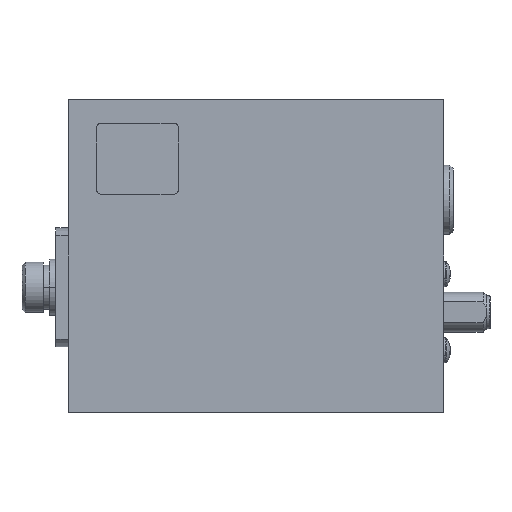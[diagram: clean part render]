
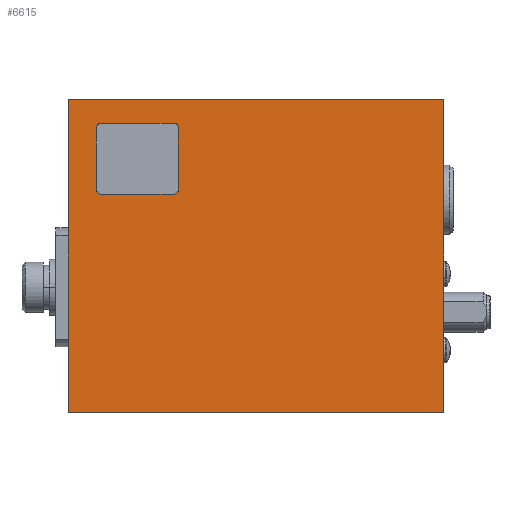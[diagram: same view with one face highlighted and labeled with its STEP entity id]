
A CAD part, front view. The second image highlights one B-rep face of the part: STEP entity #6615.
In plain terms, the highlighted planar face has unit normal (0, -1, 0).
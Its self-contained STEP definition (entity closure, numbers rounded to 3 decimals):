
#814 = DIRECTION ( 'NONE',  ( 0., -1., 0. ) ) ;
#1170 = VECTOR ( 'NONE', #25910, 1000. ) ;
#1436 = EDGE_CURVE ( 'NONE', #6132, #22050, #38417, .T. ) ;
#1874 = CARTESIAN_POINT ( 'NONE',  ( -12.4, 0., 10.595 ) ) ;
#2183 = CARTESIAN_POINT ( 'NONE',  ( -13.1, 0., 9.895 ) ) ;
#2477 = CARTESIAN_POINT ( 'NONE',  ( -25.5, 0., 10.595 ) ) ;
#2560 = DIRECTION ( 'NONE',  ( 0., 0., 1. ) ) ;
#3027 = EDGE_CURVE ( 'NONE', #8145, #6132, #10597, .T. ) ;
#4287 = FACE_OUTER_BOUND ( 'NONE', #37721, .T. ) ;
#4506 = ORIENTED_EDGE ( 'NONE', *, *, #10895, .F. ) ;
#4625 = EDGE_CURVE ( 'NONE', #10630, #26626, #39122, .T. ) ;
#6132 = VERTEX_POINT ( 'NONE', #2477 ) ;
#6429 = VERTEX_POINT ( 'NONE', #45461 ) ;
#6615 = ADVANCED_FACE ( 'NONE', ( #42715, #4287 ), #37031, .T. ) ;
#7675 = VERTEX_POINT ( 'NONE', #47196 ) ;
#8145 = VERTEX_POINT ( 'NONE', #24520 ) ;
#8251 = ORIENTED_EDGE ( 'NONE', *, *, #21140, .F. ) ;
#8304 = CARTESIAN_POINT ( 'NONE',  ( -25.5, 0., 10.595 ) ) ;
#8628 = VERTEX_POINT ( 'NONE', #2183 ) ;
#8775 = CARTESIAN_POINT ( 'NONE',  ( -24.8, 0., 9.895 ) ) ;
#8964 = EDGE_CURVE ( 'NONE', #7675, #24556, #40566, .T. ) ;
#9390 = AXIS2_PLACEMENT_3D ( 'NONE', #42119, #42068, #41969 ) ;
#9416 = CARTESIAN_POINT ( 'NONE',  ( -24.8, 0., 9.895 ) ) ;
#10597 = LINE ( 'NONE', #8304, #30405 ) ;
#10630 = VERTEX_POINT ( 'NONE', #23380 ) ;
#10895 = EDGE_CURVE ( 'NONE', #26626, #7675, #35760, .T. ) ;
#11105 = VERTEX_POINT ( 'NONE', #1874 ) ;
#12605 = CARTESIAN_POINT ( 'NONE',  ( -30., 0., -25. ) ) ;
#12971 = DIRECTION ( 'NONE',  ( 0., 0., -1. ) ) ;
#13578 = DIRECTION ( 'NONE',  ( -1., 0., 0. ) ) ;
#13676 = CARTESIAN_POINT ( 'NONE',  ( -13.1, 0., 20.495 ) ) ;
#15604 = ORIENTED_EDGE ( 'NONE', *, *, #8964, .F. ) ;
#16328 = DIRECTION ( 'NONE',  ( 0., -1., 0. ) ) ;
#17342 = ORIENTED_EDGE ( 'NONE', *, *, #26110, .F. ) ;
#17467 = DIRECTION ( 'NONE',  ( 0., 0., -1. ) ) ;
#20514 = EDGE_CURVE ( 'NONE', #35346, #6429, #29759, .T. ) ;
#21140 = EDGE_CURVE ( 'NONE', #22050, #8628, #44092, .T. ) ;
#22050 = VERTEX_POINT ( 'NONE', #9416 ) ;
#22180 = ORIENTED_EDGE ( 'NONE', *, *, #3027, .F. ) ;
#22936 = EDGE_CURVE ( 'NONE', #8628, #11105, #45467, .T. ) ;
#23138 = CARTESIAN_POINT ( 'NONE',  ( -24.8, 0., 20.495 ) ) ;
#23380 = CARTESIAN_POINT ( 'NONE',  ( 30., 0., 25. ) ) ;
#23390 = DIRECTION ( 'NONE',  ( 1., 0., 0. ) ) ;
#24016 = CARTESIAN_POINT ( 'NONE',  ( -30., 0., 25. ) ) ;
#24209 = CARTESIAN_POINT ( 'NONE',  ( -13.1, 0., 21.195 ) ) ;
#24520 = CARTESIAN_POINT ( 'NONE',  ( -25.5, 0., 20.495 ) ) ;
#24556 = VERTEX_POINT ( 'NONE', #27746 ) ;
#25055 = DIRECTION ( 'NONE',  ( 0., 0., -1. ) ) ;
#25353 = CARTESIAN_POINT ( 'NONE',  ( 30., 0., 25. ) ) ;
#25910 = DIRECTION ( 'NONE',  ( -1., 0., 0. ) ) ;
#25959 = AXIS2_PLACEMENT_3D ( 'NONE', #36502, #27210, #36397 ) ;
#26110 = EDGE_CURVE ( 'NONE', #24556, #10630, #28248, .T. ) ;
#26142 = ORIENTED_EDGE ( 'NONE', *, *, #37080, .F. ) ;
#26360 = CARTESIAN_POINT ( 'NONE',  ( 30., 0., -25. ) ) ;
#26626 = VERTEX_POINT ( 'NONE', #26360 ) ;
#26896 = DIRECTION ( 'NONE',  ( 0., 0., 1. ) ) ;
#27210 = DIRECTION ( 'NONE',  ( 0., -1., 0. ) ) ;
#27746 = CARTESIAN_POINT ( 'NONE',  ( -30., 0., 25. ) ) ;
#28248 = LINE ( 'NONE', #24016, #46855 ) ;
#28969 = VERTEX_POINT ( 'NONE', #42022 ) ;
#29759 = LINE ( 'NONE', #48166, #1170 ) ;
#30405 = VECTOR ( 'NONE', #12971, 1000. ) ;
#30537 = DIRECTION ( 'NONE',  ( 0., 0., 1. ) ) ;
#31181 = CARTESIAN_POINT ( 'NONE',  ( -30., 0., 25. ) ) ;
#31480 = ORIENTED_EDGE ( 'NONE', *, *, #42925, .F. ) ;
#31523 = ORIENTED_EDGE ( 'NONE', *, *, #1436, .F. ) ;
#33646 = EDGE_CURVE ( 'NONE', #11105, #28969, #36199, .T. ) ;
#34005 = AXIS2_PLACEMENT_3D ( 'NONE', #38646, #16328, #42349 ) ;
#34370 = ORIENTED_EDGE ( 'NONE', *, *, #20514, .F. ) ;
#35346 = VERTEX_POINT ( 'NONE', #24209 ) ;
#35760 = LINE ( 'NONE', #12605, #45590 ) ;
#35824 = AXIS2_PLACEMENT_3D ( 'NONE', #13676, #39773, #17467 ) ;
#35996 = AXIS2_PLACEMENT_3D ( 'NONE', #23138, #814, #26896 ) ;
#36199 = LINE ( 'NONE', #43241, #46032 ) ;
#36397 = DIRECTION ( 'NONE',  ( 0., 0., -1. ) ) ;
#36502 = CARTESIAN_POINT ( 'NONE',  ( -30., 0., -25. ) ) ;
#37031 = PLANE ( 'NONE',  #25959 ) ;
#37080 = EDGE_CURVE ( 'NONE', #28969, #35346, #46252, .T. ) ;
#37721 = EDGE_LOOP ( 'NONE', ( #15604, #4506, #39495, #17342 ) ) ;
#38417 = CIRCLE ( 'NONE', #9390, 0.7 ) ;
#38646 = CARTESIAN_POINT ( 'NONE',  ( -13.1, 0., 10.595 ) ) ;
#39122 = LINE ( 'NONE', #25353, #44310 ) ;
#39402 = VECTOR ( 'NONE', #30537, 1000. ) ;
#39495 = ORIENTED_EDGE ( 'NONE', *, *, #4625, .F. ) ;
#39773 = DIRECTION ( 'NONE',  ( 0., -1., 0. ) ) ;
#40566 = LINE ( 'NONE', #31181, #39402 ) ;
#41112 = CIRCLE ( 'NONE', #35996, 0.7 ) ;
#41969 = DIRECTION ( 'NONE',  ( 0., 0., -1. ) ) ;
#42022 = CARTESIAN_POINT ( 'NONE',  ( -12.4, 0., 20.495 ) ) ;
#42068 = DIRECTION ( 'NONE',  ( 0., -1., 0. ) ) ;
#42119 = CARTESIAN_POINT ( 'NONE',  ( -24.8, 0., 10.595 ) ) ;
#42349 = DIRECTION ( 'NONE',  ( 0., 0., -1. ) ) ;
#42403 = ORIENTED_EDGE ( 'NONE', *, *, #33646, .F. ) ;
#42715 = FACE_BOUND ( 'NONE', #47449, .T. ) ;
#42913 = VECTOR ( 'NONE', #23390, 1000. ) ;
#42925 = EDGE_CURVE ( 'NONE', #6429, #8145, #41112, .T. ) ;
#43241 = CARTESIAN_POINT ( 'NONE',  ( -12.4, 0., 10.595 ) ) ;
#43310 = ORIENTED_EDGE ( 'NONE', *, *, #22936, .F. ) ;
#44092 = LINE ( 'NONE', #8775, #42913 ) ;
#44310 = VECTOR ( 'NONE', #25055, 1000. ) ;
#45461 = CARTESIAN_POINT ( 'NONE',  ( -24.8, 0., 21.195 ) ) ;
#45467 = CIRCLE ( 'NONE', #34005, 0.7 ) ;
#45590 = VECTOR ( 'NONE', #13578, 1000. ) ;
#46032 = VECTOR ( 'NONE', #2560, 1000. ) ;
#46252 = CIRCLE ( 'NONE', #35824, 0.7 ) ;
#46287 = DIRECTION ( 'NONE',  ( 1., 0., 0. ) ) ;
#46855 = VECTOR ( 'NONE', #46287, 1000. ) ;
#47196 = CARTESIAN_POINT ( 'NONE',  ( -30., 0., -25. ) ) ;
#47449 = EDGE_LOOP ( 'NONE', ( #43310, #8251, #31523, #22180, #31480, #34370, #26142, #42403 ) ) ;
#48166 = CARTESIAN_POINT ( 'NONE',  ( -24.8, 0., 21.195 ) ) ;
